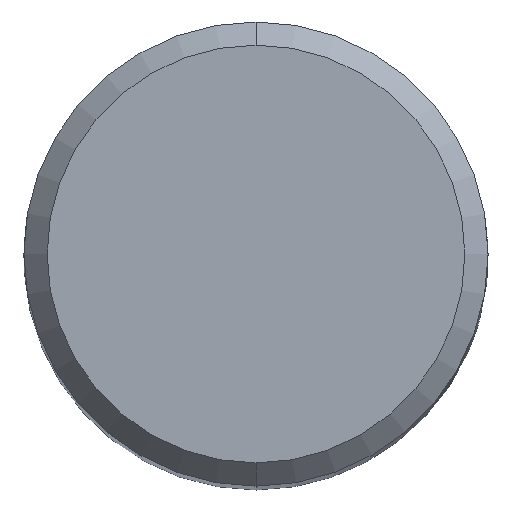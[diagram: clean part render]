
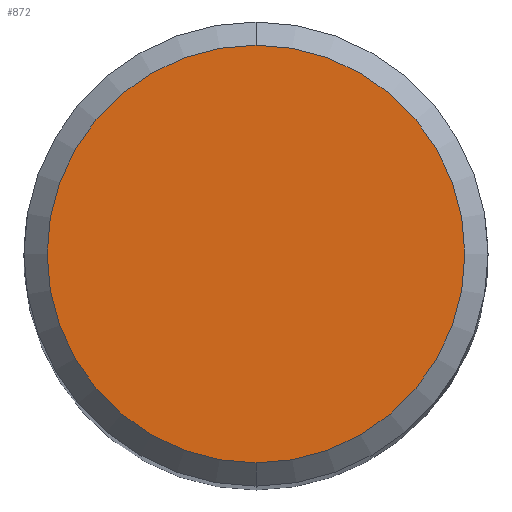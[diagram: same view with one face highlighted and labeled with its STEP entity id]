
A CAD part, top view. The second image highlights one B-rep face of the part: STEP entity #872.
In plain terms, the highlighted planar face has unit normal (0, 0, 1).
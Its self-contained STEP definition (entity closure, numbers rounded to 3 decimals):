
#506=EDGE_CURVE('',#572,#702,#1252,.T.);
#572=VERTEX_POINT('',#1324);
#702=VERTEX_POINT('',#1466);
#840=EDGE_CURVE('',#702,#572,#1616,.T.);
#872=ADVANCED_FACE('',(#1650),#1651,.T.);
#1252=CIRCLE('',#2451,4.5);
#1324=CARTESIAN_POINT('',(0.,-4.5,0.0));
#1466=CARTESIAN_POINT('',(0.0,4.5,0.0));
#1616=CIRCLE('',#4033,4.5);
#1650=FACE_OUTER_BOUND('',#4217,.T.);
#1651=PLANE('',#4218);
#2451=AXIS2_PLACEMENT_3D('',#5497,#5498,#5499);
#4033=AXIS2_PLACEMENT_3D('',#5922,#5923,#5924);
#4217=EDGE_LOOP('',(#5954,#5955));
#4218=AXIS2_PLACEMENT_3D('',#5956,#5957,#5958);
#5497=CARTESIAN_POINT('',(0.0,0.0,0.0));
#5498=DIRECTION('',(0.0,0.0,-1.0));
#5499=DIRECTION('',(0.0,1.0,0.0));
#5922=CARTESIAN_POINT('',(0.0,0.0,0.0));
#5923=DIRECTION('',(0.0,0.0,-1.0));
#5924=DIRECTION('',(0.0,1.0,0.0));
#5954=ORIENTED_EDGE('',*,*,#840,.F.);
#5955=ORIENTED_EDGE('',*,*,#506,.F.);
#5956=CARTESIAN_POINT('',(0.0,2.25,0.0));
#5957=DIRECTION('',(-0.0,0.0,1.0));
#5958=DIRECTION('',(0.0,-1.0,0.0));
